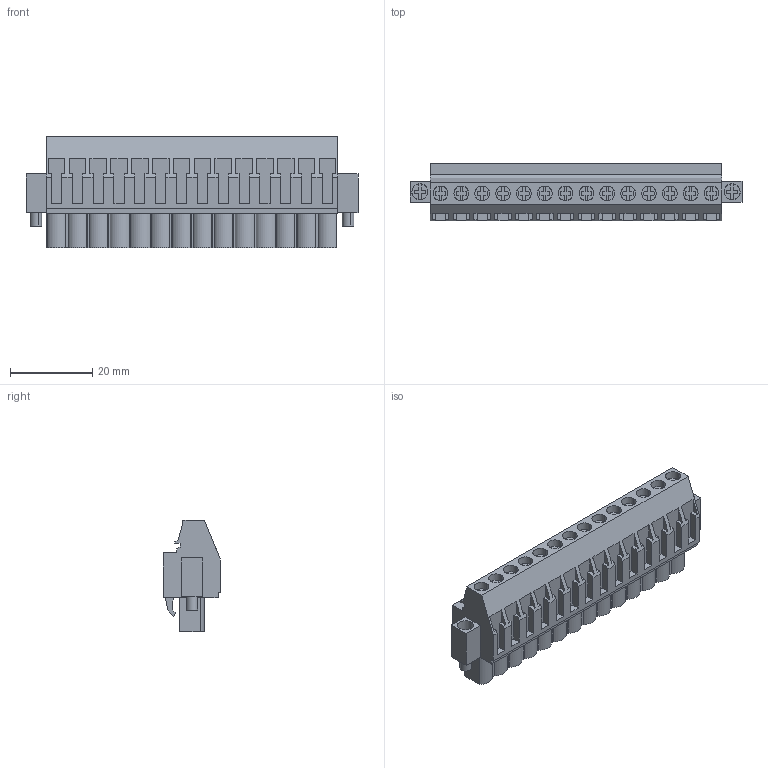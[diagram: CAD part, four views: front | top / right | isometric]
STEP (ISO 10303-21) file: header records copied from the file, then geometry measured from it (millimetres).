
FILE_DESCRIPTION(('CATIA V5 STEP','CAx-IF Rec.Pracs.--- Model Styling and Organization---1.2---2011-12-15'),'2;1');
FILE_NAME ('7246790_2_1950160000_1950160000.stp','2017-09-08T12:21:48+00:00',('none'),('Weidmueller'),'CATIA Version 5-6 Release 2014','CATIA V5 STEP AP214','none');
FILE_SCHEMA(('AUTOMOTIVE_DESIGN { 1 0 10303 214 1 1 1 1 }'));
Length unit declared in the file: millimetre
Products named in the file (1): 1950160000
Bounding box: 80.92 x 14.1 x 27.2 mm (x, y, z)
Volume: 16617.4 mm3; surface area: 10119.3 mm2
Topology: 17 solids, 17 shells, 974 faces, 2679 edges, 1804 vertices
Faces by surface type: plane 828, cylinder 144, extrusion 2
Entity records: 28383 total; most frequent: ORIENTED_EDGE 5358, CARTESIAN_POINT 5062, DIRECTION 3829, EDGE_CURVE 2679, VECTOR 2325, LINE 2323, VERTEX_POINT 1804, EDGE_LOOP 1043
